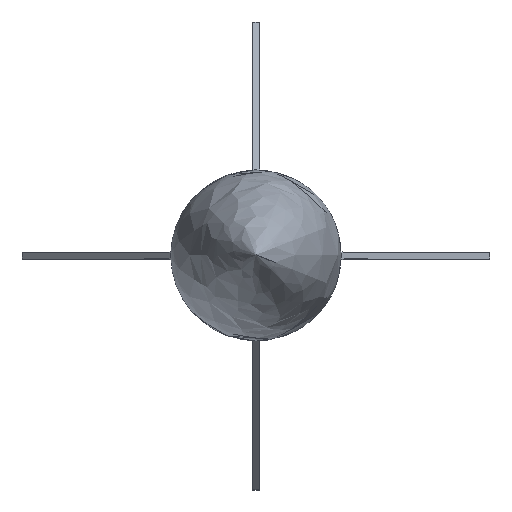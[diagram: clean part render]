
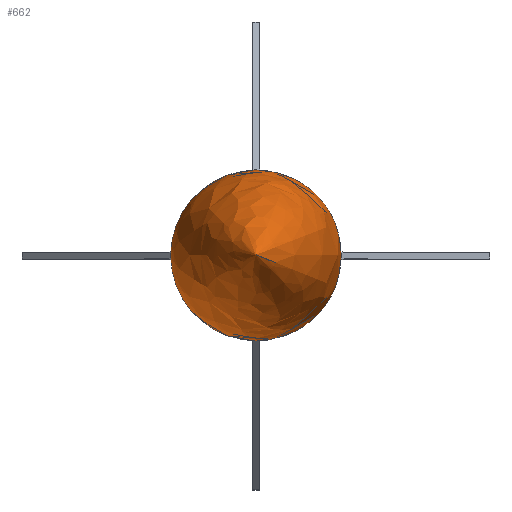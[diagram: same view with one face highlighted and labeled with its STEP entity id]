
A CAD part, top view. The second image highlights one B-rep face of the part: STEP entity #662.
In plain terms, the highlighted free-form (B-spline) face has degree [2, 2] with [3, 9] control points.
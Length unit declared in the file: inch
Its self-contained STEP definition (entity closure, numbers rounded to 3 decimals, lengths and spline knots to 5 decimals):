
#14=(
BOUNDED_SURFACE()
B_SPLINE_SURFACE(2,2,((#1174,#1175,#1176,#1177,#1178,#1179,#1180,#1181,
#1182),(#1183,#1184,#1185,#1186,#1187,#1188,#1189,#1190,#1191),(#1192,#1193,
#1194,#1195,#1196,#1197,#1198,#1199,#1200)),.UNSPECIFIED.,.F.,.T.,.F.)
B_SPLINE_SURFACE_WITH_KNOTS((3,3),(3,2,2,2,3),(-0.54416,0.03379),
(-3.14159,-1.5708,0.,1.5708,3.14159),
 .UNSPECIFIED.)
GEOMETRIC_REPRESENTATION_ITEM()
RATIONAL_B_SPLINE_SURFACE(((1.,0.707,1.,0.707,1.,
0.707,1.,0.707,1.),(0.959,0.678,
0.959,0.678,0.959,0.678,
0.959,0.678,0.959),(1.,0.707,
1.,0.707,1.,0.707,1.,0.707,1.)))
REPRESENTATION_ITEM('')
SURFACE()
);
#78=FACE_OUTER_BOUND('',#118,.T.);
#118=EDGE_LOOP('',(#610,#611,#612));
#147=CIRCLE('',#748,0.51);
#150=CIRCLE('',#751,3.54498);
#327=VERTEX_POINT('',#1141);
#330=VERTEX_POINT('',#1201);
#421=EDGE_CURVE('',#327,#327,#147,.T.);
#424=EDGE_CURVE('',#327,#330,#150,.T.);
#610=ORIENTED_EDGE('',*,*,#421,.F.);
#611=ORIENTED_EDGE('',*,*,#424,.T.);
#612=ORIENTED_EDGE('',*,*,#424,.F.);
#662=ADVANCED_FACE('',(#78),#14,.F.);
#748=AXIS2_PLACEMENT_3D('',#1142,#948,#949);
#751=AXIS2_PLACEMENT_3D('',#1202,#954,#955);
#948=DIRECTION('center_axis',(0.,0.,-1.));
#949=DIRECTION('ref_axis',(1.,0.,0.));
#954=DIRECTION('center_axis',(0.,-1.,0.));
#955=DIRECTION('ref_axis',(1.,0.,0.));
#1141=CARTESIAN_POINT('',(0.51,0.,2.4148));
#1142=CARTESIAN_POINT('Origin',(0.,0.,2.4148));
#1174=CARTESIAN_POINT('Ctrl Pts',(0.,0.,4.3698));
#1175=CARTESIAN_POINT('Ctrl Pts',(0.,0.,4.3698));
#1176=CARTESIAN_POINT('Ctrl Pts',(0.,0.,4.3698));
#1177=CARTESIAN_POINT('Ctrl Pts',(0.,0.,4.3698));
#1178=CARTESIAN_POINT('Ctrl Pts',(0.,0.,4.3698));
#1179=CARTESIAN_POINT('Ctrl Pts',(0.,0.,4.3698));
#1180=CARTESIAN_POINT('Ctrl Pts',(0.,0.,4.3698));
#1181=CARTESIAN_POINT('Ctrl Pts',(0.,0.,4.3698));
#1182=CARTESIAN_POINT('Ctrl Pts',(0.,0.,4.3698));
#1183=CARTESIAN_POINT('Ctrl Pts',(0.54561,0.,
3.46811));
#1184=CARTESIAN_POINT('Ctrl Pts',(0.54561,-0.54561,
3.46811));
#1185=CARTESIAN_POINT('Ctrl Pts',(0.,-0.54561,
3.46811));
#1186=CARTESIAN_POINT('Ctrl Pts',(-0.54561,-0.54561,
3.46811));
#1187=CARTESIAN_POINT('Ctrl Pts',(-0.54561,0.,
3.46811));
#1188=CARTESIAN_POINT('Ctrl Pts',(-0.54561,0.54561,
3.46811));
#1189=CARTESIAN_POINT('Ctrl Pts',(0.,0.54561,
3.46811));
#1190=CARTESIAN_POINT('Ctrl Pts',(0.54561,0.54561,3.46811));
#1191=CARTESIAN_POINT('Ctrl Pts',(0.54561,0.,
3.46811));
#1192=CARTESIAN_POINT('Ctrl Pts',(0.51,0.,
2.4148));
#1193=CARTESIAN_POINT('Ctrl Pts',(0.51,-0.51,
2.4148));
#1194=CARTESIAN_POINT('Ctrl Pts',(0.,-0.51,2.4148));
#1195=CARTESIAN_POINT('Ctrl Pts',(-0.51,-0.51,
2.4148));
#1196=CARTESIAN_POINT('Ctrl Pts',(-0.51,0.,
2.4148));
#1197=CARTESIAN_POINT('Ctrl Pts',(-0.51,0.51,
2.4148));
#1198=CARTESIAN_POINT('Ctrl Pts',(0.,0.51,2.4148));
#1199=CARTESIAN_POINT('Ctrl Pts',(0.51,0.51,2.4148));
#1200=CARTESIAN_POINT('Ctrl Pts',(0.51,0.,
2.4148));
#1201=CARTESIAN_POINT('',(0.,0.,4.3698));
#1202=CARTESIAN_POINT('Origin',(-3.03295,0.,2.53457));
